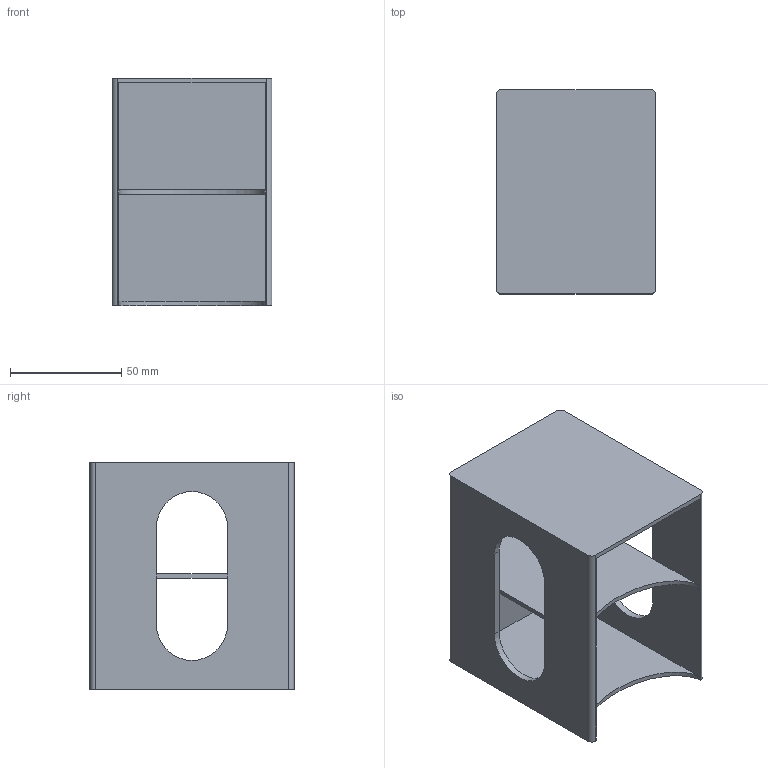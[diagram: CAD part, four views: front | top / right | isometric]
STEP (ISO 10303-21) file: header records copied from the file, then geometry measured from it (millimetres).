
FILE_DESCRIPTION(('Open CASCADE Model'),'2;1');
FILE_NAME('Open CASCADE Shape Model','2023-11-27T10:30:56',('Author'),( 'Open CASCADE'),'Open CASCADE STEP processor 7.7','Open CASCADE 7.7' ,'Unknown');
FILE_SCHEMA(('AUTOMOTIVE_DESIGN { 1 0 10303 214 1 1 1 1 }'));
Length unit declared in the file: millimetre
Products named in the file (1): Open CASCADE STEP translator 7.7 86
Bounding box: 72 x 92 x 102.5 mm (x, y, z)
Volume: 93447.9 mm3; surface area: 75855.2 mm2
Topology: 1 solids, 1 shells, 40 faces, 106 edges, 66 vertices
Faces by surface type: plane 26, cylinder 12, extrusion 2
Full cylindrical faces by diameter (mm): 10.25 x4
Entity records: 3419 total; most frequent: CARTESIAN_POINT 1268, DIRECTION 403, VECTOR 255, LINE 253, ORIENTED_EDGE 212, PCURVE 212, DEFINITIONAL_REPRESENTATION 212, EDGE_CURVE 106
